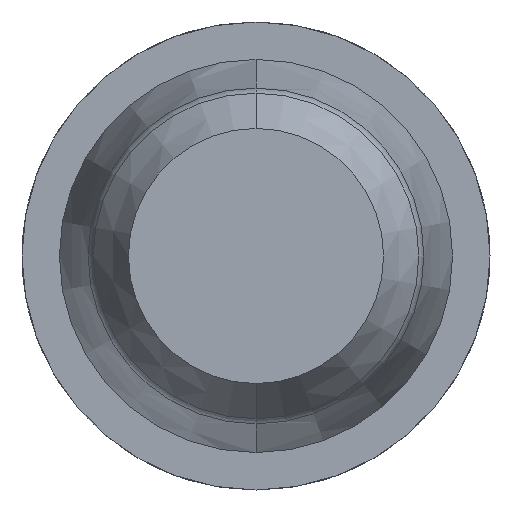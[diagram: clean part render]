
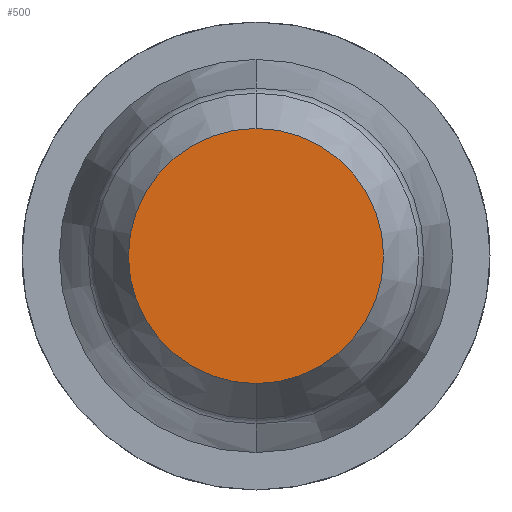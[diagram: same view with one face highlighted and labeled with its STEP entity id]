
A CAD part, front view. The second image highlights one B-rep face of the part: STEP entity #500.
In plain terms, the highlighted planar face has unit normal (0, -1, 0).
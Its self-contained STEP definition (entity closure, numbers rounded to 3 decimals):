
#177 = CARTESIAN_POINT ( 'NONE',  ( 0., -30.5, -0.627 ) ) ;
#500 = ADVANCED_FACE ( 'Defeature ausgef�hrt3_0', ( #1216 ), #1962, .F. ) ;
#548 = CARTESIAN_POINT ( 'NONE',  ( 0., -30.5, 0. ) ) ;
#750 = ORIENTED_EDGE ( 'NONE', *, *, #857, .F. ) ;
#857 = EDGE_CURVE ( 'Defeature ausgef�hrt3_1+Defeature ausgef�hrt3_0+Defeature ausgef�hrt3_0+Defeature ausgef�hrt3_0', #1679, #1668, #4344, .T. ) ;
#1216 = FACE_OUTER_BOUND ( 'NONE', #3975, .T. ) ;
#1668 = VERTEX_POINT ( 'NONE', #2544 ) ;
#1679 = VERTEX_POINT ( 'NONE', #177 ) ;
#1746 = AXIS2_PLACEMENT_3D ( 'NONE', #548, #2594, #2911 ) ;
#1962 = PLANE ( 'NONE',  #3124 ) ;
#2148 = EDGE_CURVE ( 'Defeature ausgef�hrt3_1+Defeature ausgef�hrt3_0+Defeature ausgef�hrt3_0+Defeature ausgef�hrt3_0', #1668, #1679, #4284, .T. ) ;
#2544 = CARTESIAN_POINT ( 'NONE',  ( 0., -30.5, 0.627 ) ) ;
#2561 = DIRECTION ( 'NONE',  ( 0., 1., 0. ) ) ;
#2594 = DIRECTION ( 'NONE',  ( 0., 1., 0. ) ) ;
#2858 = DIRECTION ( 'NONE',  ( 0., 1., 0. ) ) ;
#2911 = DIRECTION ( 'NONE',  ( 0., 0., 1. ) ) ;
#2940 = CARTESIAN_POINT ( 'NONE',  ( 0., -30.5, 0. ) ) ;
#3124 = AXIS2_PLACEMENT_3D ( 'NONE', #2940, #2561, #4269 ) ;
#3136 = AXIS2_PLACEMENT_3D ( 'NONE', #3814, #2858, #4143 ) ;
#3493 = ORIENTED_EDGE ( 'NONE', *, *, #2148, .F. ) ;
#3814 = CARTESIAN_POINT ( 'NONE',  ( 0., -30.5, 0. ) ) ;
#3975 = EDGE_LOOP ( 'NONE', ( #3493, #750 ) ) ;
#4143 = DIRECTION ( 'NONE',  ( 0., 0., 1. ) ) ;
#4269 = DIRECTION ( 'NONE',  ( 0., 0., 1. ) ) ;
#4284 = CIRCLE ( 'NONE', #3136, 0.627 ) ;
#4344 = CIRCLE ( 'NONE', #1746, 0.627 ) ;
